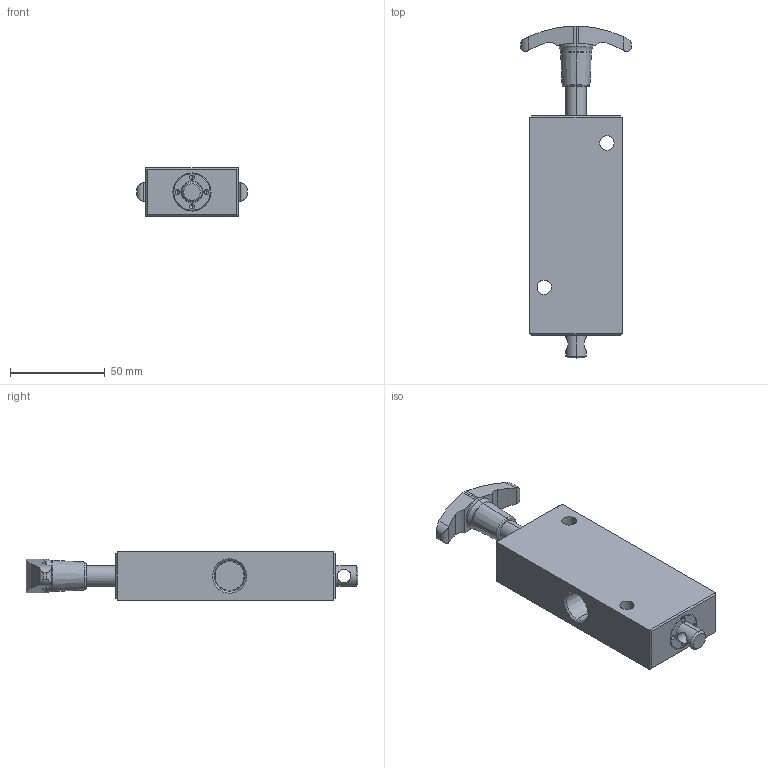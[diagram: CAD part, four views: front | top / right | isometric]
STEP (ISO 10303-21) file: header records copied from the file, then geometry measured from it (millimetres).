
FILE_DESCRIPTION (( 'STEP AP214' ), '1' );
FILE_NAME ('SLV-38N38N.step', '2017-07-18T20:11:52', ( '' ), ( '' ), 'SwSTEP 2.0', 'SolidWorks 2017', '' );
FILE_SCHEMA (( 'AUTOMOTIVE_DESIGN' ));
Length unit declared in the file: inch
Products named in the file (3): SLV-38N38N_HANDLE; SLV-38N38N_BODY; SLV-38N38N
Assembly tree (2 placements, depth 2):
  SLV-38N38N
    SLV-38N38N_BODY
    SLV-38N38N_HANDLE
Bounding box: 58.42 x 175.26 x 25.4 mm (x, y, z)
Volume: 143925.4 mm3; surface area: 35803.5 mm2
Topology: 2 solids, 2 shells, 120 faces, 283 edges, 165 vertices
Faces by surface type: cylinder 51, cone 36, plane 27, torus 6
Entity records: 5418 total; most frequent: CARTESIAN_POINT 1240, ORIENTED_EDGE 534, DIRECTION 490, EDGE_CURVE 267, AXIS2_PLACEMENT_3D 219, VERTEX_POINT 165, EDGE_LOOP 142, DIMENSIONAL_EXPONENTS 127
